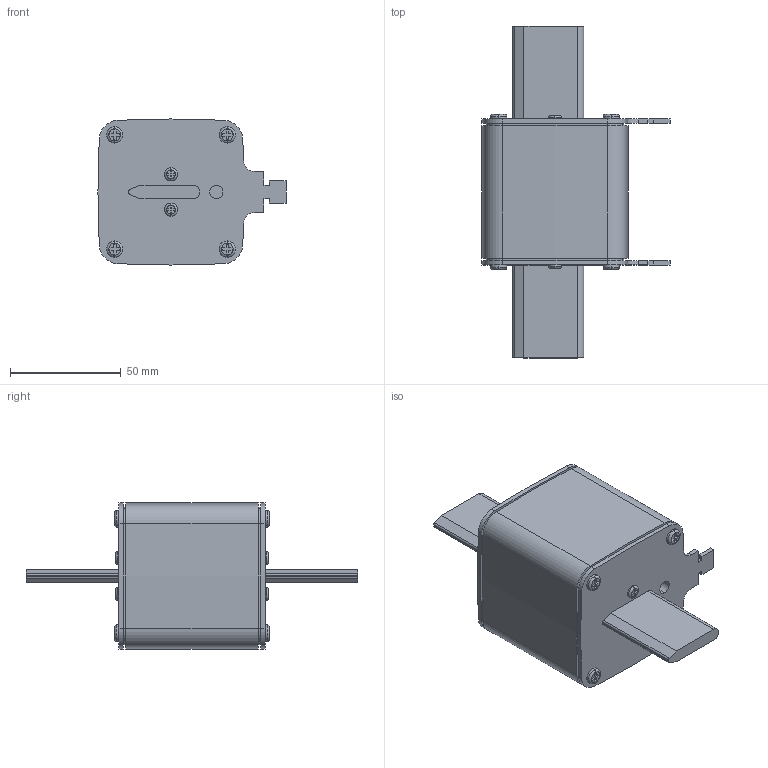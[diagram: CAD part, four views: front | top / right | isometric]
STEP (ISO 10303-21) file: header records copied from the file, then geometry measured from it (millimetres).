
FILE_DESCRIPTION (( 'STEP AP214' ), '1' );
FILE_NAME ('DPP50-100 Ïëàâêàÿ âñòàâêà ïðåäîõðàíèòåëÿ ÏÏÍÈ-39, ãàáàðèò 3, 100À.STEP', '2018-04-25T09:23:24', ( '' ), ( '' ), 'SwSTEP 2.0', 'SolidWorks 2014', '' );
FILE_SCHEMA (( 'AUTOMOTIVE_DESIGN' ));
Length unit declared in the file: millimetre
Products named in the file (1): DPP50-100 Ïëàâêàÿ âñòàâêà ïðåäîõðàíèòåëÿ ÏÏÍÈ-39, ãàáàðèò 3, 100À
Bounding box: 85 x 150 x 66 mm (x, y, z)
Volume: 293657.7 mm3; surface area: 34194 mm2
Topology: 1 solids, 1 shells, 311 faces, 810 edges, 532 vertices
Faces by surface type: plane 209, cylinder 56, torus 24, bspline 22
Entity records: 9674 total; most frequent: CARTESIAN_POINT 1996, ORIENTED_EDGE 1620, DIRECTION 1506, EDGE_CURVE 810, LINE 606, VECTOR 606, VERTEX_POINT 532, AXIS2_PLACEMENT_3D 450
